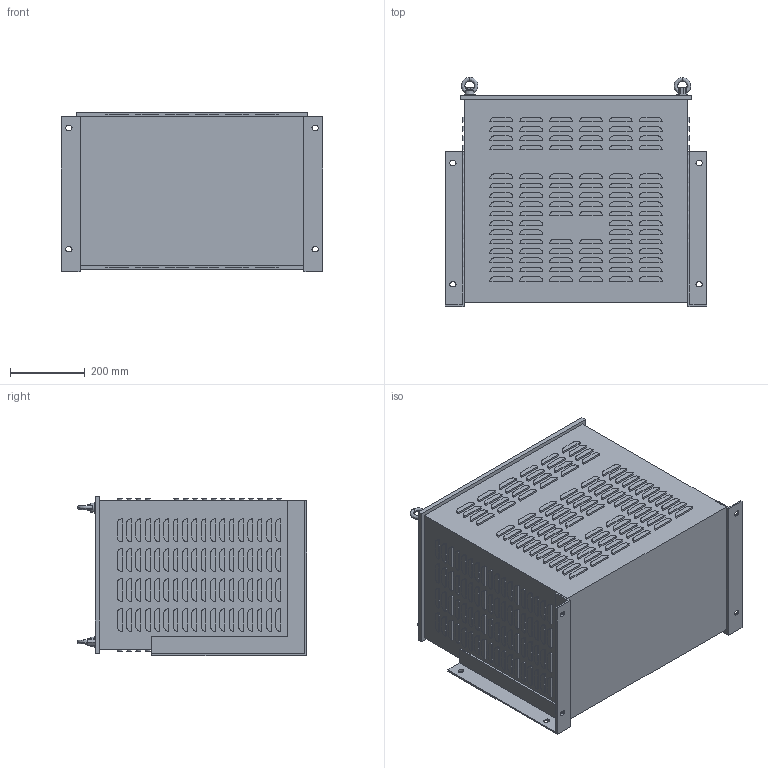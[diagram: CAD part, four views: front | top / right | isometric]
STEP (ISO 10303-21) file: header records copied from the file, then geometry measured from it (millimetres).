
FILE_DESCRIPTION (( 'STEP AP214' ), '1' );
FILE_NAME ('601974.STEP', '2023-05-02T06:04:33', ( '' ), ( '' ), 'SwSTEP 2.0', 'SolidWorks 2018', '' );
FILE_SCHEMA (( 'AUTOMOTIVE_DESIGN' ));
Length unit declared in the file: millimetre
Products named in the file (1): 601974
Bounding box: 700 x 614 x 426.5 mm (x, y, z)
Volume: 136252569.6 mm3; surface area: 2079927.8 mm2
Topology: 3 solids, 3 shells, 1777 faces, 4298 edges, 2856 vertices
Faces by surface type: plane 1053, cylinder 700, cone 16, bspline 8
Entity records: 53780 total; most frequent: CARTESIAN_POINT 10564, DIRECTION 9218, ORIENTED_EDGE 8596, EDGE_CURVE 4298, AXIS2_PLACEMENT_3D 3182, VERTEX_POINT 2856, VECTOR 2854, LINE 2854
